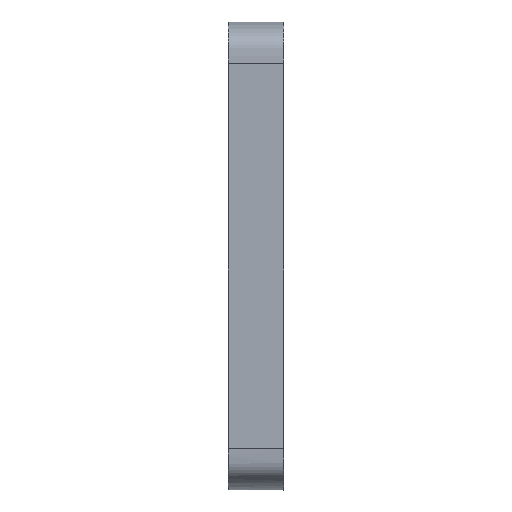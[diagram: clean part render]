
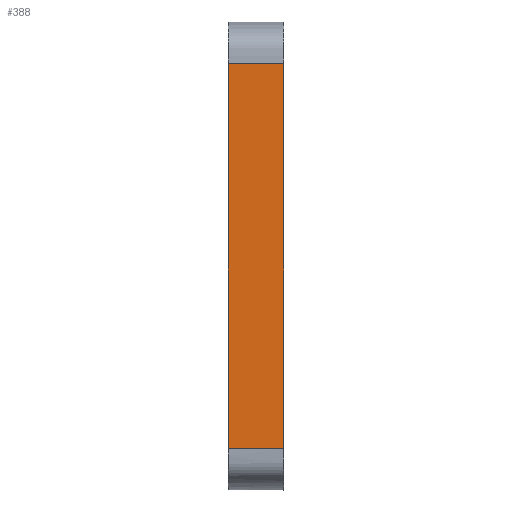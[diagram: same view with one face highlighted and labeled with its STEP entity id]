
A CAD part, front view. The second image highlights one B-rep face of the part: STEP entity #388.
In plain terms, the highlighted planar face has unit normal (0, -1, 0).
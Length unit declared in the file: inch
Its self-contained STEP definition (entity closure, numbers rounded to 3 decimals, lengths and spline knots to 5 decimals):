
#70=PLANE('',#424);
#74=FACE_OUTER_BOUND('',#96,.T.);
#96=EDGE_LOOP('',(#269,#270,#271,#272));
#118=LINE('',#742,#140);
#119=LINE('',#745,#141);
#120=LINE('',#747,#142);
#121=LINE('',#748,#143);
#140=VECTOR('',#484,0.3937);
#141=VECTOR('',#487,0.3937);
#142=VECTOR('',#488,0.3937);
#143=VECTOR('',#489,0.3937);
#166=VERTEX_POINT('',#678);
#168=VERTEX_POINT('',#711);
#169=VERTEX_POINT('',#744);
#170=VERTEX_POINT('',#746);
#208=EDGE_CURVE('',#166,#168,#118,.T.);
#209=EDGE_CURVE('',#166,#169,#119,.T.);
#210=EDGE_CURVE('',#170,#168,#120,.T.);
#211=EDGE_CURVE('',#169,#170,#121,.T.);
#269=ORIENTED_EDGE('',*,*,#209,.F.);
#270=ORIENTED_EDGE('',*,*,#208,.T.);
#271=ORIENTED_EDGE('',*,*,#210,.F.);
#272=ORIENTED_EDGE('',*,*,#211,.F.);
#388=ADVANCED_FACE('',(#74),#70,.T.);
#424=AXIS2_PLACEMENT_3D('',#743,#485,#486);
#484=DIRECTION('',(1.,0.,0.));
#485=DIRECTION('center_axis',(0.,-1.,0.));
#486=DIRECTION('ref_axis',(0.,0.,-1.));
#487=DIRECTION('',(0.,0.,1.));
#488=DIRECTION('',(0.,0.,-1.));
#489=DIRECTION('',(1.,0.,0.));
#678=CARTESIAN_POINT('',(0.,-0.30247,-0.51472));
#711=CARTESIAN_POINT('',(0.125,-0.30247,-0.51472));
#742=CARTESIAN_POINT('',(0.,-0.30247,-0.51472));
#743=CARTESIAN_POINT('Origin',(0.,-0.30247,0.35472));
#744=CARTESIAN_POINT('',(0.,-0.30247,0.35472));
#745=CARTESIAN_POINT('',(0.,-0.30247,-0.51472));
#746=CARTESIAN_POINT('',(0.125,-0.30247,0.35472));
#747=CARTESIAN_POINT('',(0.125,-0.30247,-0.51472));
#748=CARTESIAN_POINT('',(0.,-0.30247,0.35472));
